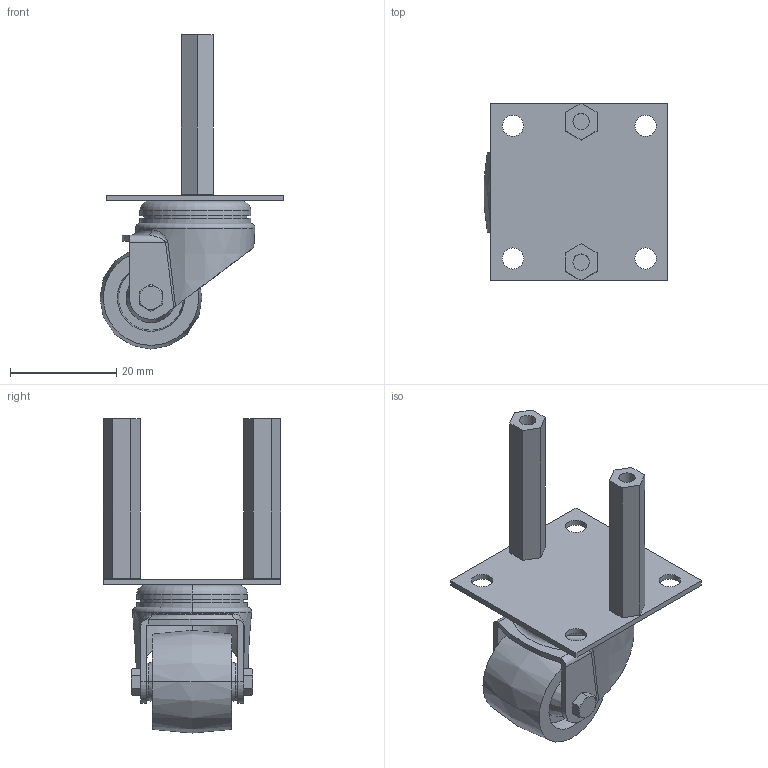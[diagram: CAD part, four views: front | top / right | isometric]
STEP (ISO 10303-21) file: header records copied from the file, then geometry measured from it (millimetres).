
FILE_DESCRIPTION(('FreeCAD Model'),'2;1');
FILE_NAME('caster_wheel.step','2017-05-13T19:46:57',( 'Author'),(''),'Open CASCADE STEP processor 6.8','FreeCAD','Unknown' );
FILE_SCHEMA(('AUTOMOTIVE_DESIGN_CC2 { 1 2 10303 214 -1 1 5 4 }'));
Length unit declared in the file: millimetre
Products named in the file (4): ASSEMBLY; Caster; StandOff_M3_30mm006; StandOff_M3_30mm007
Assembly tree (3 placements, depth 2):
  ASSEMBLY
    Caster
    StandOff_M3_30mm006
    StandOff_M3_30mm007
Bounding box: 34.66 x 33.44 x 59.22 mm (x, y, z)
Volume: 9142.2 mm3; surface area: 7967.8 mm2
Topology: 3 solids, 3 shells, 118 faces, 274 edges, 172 vertices
Faces by surface type: plane 53, cone 24, cylinder 23, bspline 10, torus 8
Full cylindrical faces by diameter (mm): 3.102 x2, 4 x4
Entity records: 19077 total; most frequent: CARTESIAN_POINT 13887, DIRECTION 772, ORIENTED_EDGE 548, PCURVE 548, DEFINITIONAL_REPRESENTATION 548, B_SPLINE_CURVE_WITH_KNOTS 336, LINE 302, VECTOR 302
